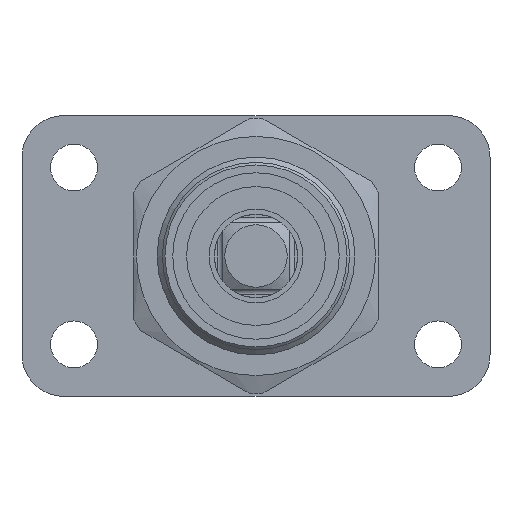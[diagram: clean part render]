
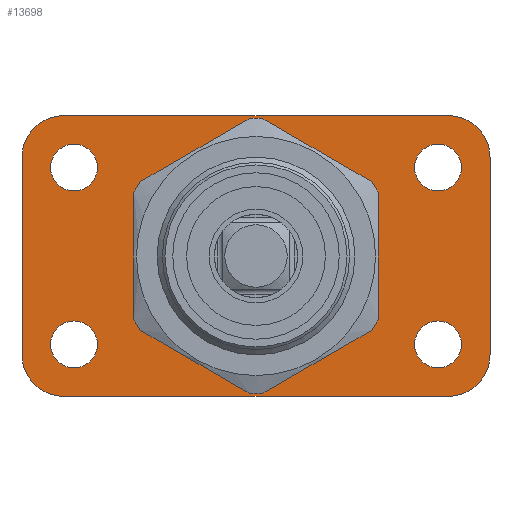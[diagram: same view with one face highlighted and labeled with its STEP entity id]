
A CAD part, front view. The second image highlights one B-rep face of the part: STEP entity #13698.
In plain terms, the highlighted planar face has unit normal (0, -1, 0).
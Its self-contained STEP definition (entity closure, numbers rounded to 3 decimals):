
#277=FACE_BOUND('',#4476,.T.);
#278=FACE_BOUND('',#4477,.T.);
#279=FACE_BOUND('',#4478,.T.);
#280=FACE_BOUND('',#4479,.T.);
#281=FACE_BOUND('',#4480,.T.);
#1474=LINE('',#24777,#2206);
#1479=LINE('',#24790,#2211);
#1483=LINE('',#24802,#2215);
#1487=LINE('',#24814,#2219);
#2206=VECTOR('',#19456,10.);
#2211=VECTOR('',#19469,10.);
#2215=VECTOR('',#19481,10.);
#2219=VECTOR('',#19493,10.);
#2681=PLANE('',#15438);
#3457=FACE_OUTER_BOUND('',#4475,.T.);
#4475=EDGE_LOOP('',(#11640,#11641,#11642,#11643,#11644,#11645,#11646,#11647));
#4476=EDGE_LOOP('',(#11648));
#4477=EDGE_LOOP('',(#11649));
#4478=EDGE_LOOP('',(#11650));
#4479=EDGE_LOOP('',(#11651));
#4480=EDGE_LOOP('',(#11652));
#5423=CIRCLE('',#15349,23.);
#5437=CIRCLE('',#15413,8.);
#5439=CIRCLE('',#15417,8.);
#5441=CIRCLE('',#15421,8.);
#5443=CIRCLE('',#15425,8.);
#5444=CIRCLE('',#15427,4.5);
#5446=CIRCLE('',#15430,4.5);
#5448=CIRCLE('',#15433,4.5);
#5450=CIRCLE('',#15436,4.5);
#6589=VERTEX_POINT('',#24675);
#6597=VERTEX_POINT('',#24774);
#6598=VERTEX_POINT('',#24776);
#6600=VERTEX_POINT('',#24782);
#6602=VERTEX_POINT('',#24788);
#6604=VERTEX_POINT('',#24794);
#6606=VERTEX_POINT('',#24800);
#6608=VERTEX_POINT('',#24806);
#6610=VERTEX_POINT('',#24812);
#6611=VERTEX_POINT('',#24819);
#6613=VERTEX_POINT('',#24824);
#6615=VERTEX_POINT('',#24829);
#6617=VERTEX_POINT('',#24834);
#8306=EDGE_CURVE('',#6589,#6589,#5423,.T.);
#8342=EDGE_CURVE('',#6598,#6597,#1474,.T.);
#8346=EDGE_CURVE('',#6597,#6600,#5437,.T.);
#8349=EDGE_CURVE('',#6600,#6602,#1479,.T.);
#8352=EDGE_CURVE('',#6602,#6604,#5439,.T.);
#8355=EDGE_CURVE('',#6604,#6606,#1483,.T.);
#8358=EDGE_CURVE('',#6606,#6608,#5441,.T.);
#8361=EDGE_CURVE('',#6608,#6610,#1487,.T.);
#8363=EDGE_CURVE('',#6610,#6598,#5443,.T.);
#8364=EDGE_CURVE('',#6611,#6611,#5444,.T.);
#8366=EDGE_CURVE('',#6613,#6613,#5446,.T.);
#8368=EDGE_CURVE('',#6615,#6615,#5448,.T.);
#8370=EDGE_CURVE('',#6617,#6617,#5450,.T.);
#11640=ORIENTED_EDGE('',*,*,#8342,.T.);
#11641=ORIENTED_EDGE('',*,*,#8346,.T.);
#11642=ORIENTED_EDGE('',*,*,#8349,.T.);
#11643=ORIENTED_EDGE('',*,*,#8352,.T.);
#11644=ORIENTED_EDGE('',*,*,#8355,.T.);
#11645=ORIENTED_EDGE('',*,*,#8358,.T.);
#11646=ORIENTED_EDGE('',*,*,#8361,.T.);
#11647=ORIENTED_EDGE('',*,*,#8363,.T.);
#11648=ORIENTED_EDGE('',*,*,#8364,.T.);
#11649=ORIENTED_EDGE('',*,*,#8366,.T.);
#11650=ORIENTED_EDGE('',*,*,#8368,.T.);
#11651=ORIENTED_EDGE('',*,*,#8370,.T.);
#11652=ORIENTED_EDGE('',*,*,#8306,.T.);
#13698=ADVANCED_FACE('',(#3457,#277,#278,#279,#280,#281),#2681,.T.);
#15349=AXIS2_PLACEMENT_3D('',#24676,#19320,#19321);
#15413=AXIS2_PLACEMENT_3D('',#24784,#19463,#19464);
#15417=AXIS2_PLACEMENT_3D('',#24796,#19475,#19476);
#15421=AXIS2_PLACEMENT_3D('',#24808,#19487,#19488);
#15425=AXIS2_PLACEMENT_3D('',#24817,#19498,#19499);
#15427=AXIS2_PLACEMENT_3D('',#24820,#19502,#19503);
#15430=AXIS2_PLACEMENT_3D('',#24825,#19508,#19509);
#15433=AXIS2_PLACEMENT_3D('',#24830,#19514,#19515);
#15436=AXIS2_PLACEMENT_3D('',#24835,#19520,#19521);
#15438=AXIS2_PLACEMENT_3D('',#24838,#19524,#19525);
#19320=DIRECTION('center_axis',(0.,1.,0.));
#19321=DIRECTION('ref_axis',(1.,0.,0.));
#19456=DIRECTION('',(-1.,0.,0.));
#19463=DIRECTION('center_axis',(0.,-1.,0.));
#19464=DIRECTION('ref_axis',(0.,0.,
-1.));
#19469=DIRECTION('',(0.,0.,-1.));
#19475=DIRECTION('center_axis',(0.,-1.,0.));
#19476=DIRECTION('ref_axis',(1.,0.,0.));
#19481=DIRECTION('',(1.,0.,0.));
#19487=DIRECTION('center_axis',(0.,-1.,0.));
#19488=DIRECTION('ref_axis',(0.,0.,
1.));
#19493=DIRECTION('',(0.,0.,1.));
#19498=DIRECTION('center_axis',(0.,-1.,0.));
#19499=DIRECTION('ref_axis',(-1.,0.,0.));
#19502=DIRECTION('center_axis',(0.,1.,0.));
#19503=DIRECTION('ref_axis',(-1.,0.,0.));
#19508=DIRECTION('center_axis',(0.,1.,0.));
#19509=DIRECTION('ref_axis',(-1.,0.,0.));
#19514=DIRECTION('center_axis',(0.,1.,0.));
#19515=DIRECTION('ref_axis',(-1.,0.,0.));
#19520=DIRECTION('center_axis',(0.,1.,0.));
#19521=DIRECTION('ref_axis',(-1.,0.,0.));
#19524=DIRECTION('center_axis',(0.,-1.,0.));
#19525=DIRECTION('ref_axis',(0.,0.,-1.));
#24675=CARTESIAN_POINT('',(-23.,0.,0.));
#24676=CARTESIAN_POINT('Origin',(0.,0.,
0.));
#24774=CARTESIAN_POINT('',(-37.,0.,27.));
#24776=CARTESIAN_POINT('',(37.,0.,27.));
#24777=CARTESIAN_POINT('',(-37.,0.,27.));
#24782=CARTESIAN_POINT('',(-45.,0.,19.));
#24784=CARTESIAN_POINT('Origin',(-37.,0.,19.));
#24788=CARTESIAN_POINT('',(-45.,0.,-19.));
#24790=CARTESIAN_POINT('',(-45.,0.,-19.));
#24794=CARTESIAN_POINT('',(-37.,0.,-27.));
#24796=CARTESIAN_POINT('Origin',(-37.,0.,-19.));
#24800=CARTESIAN_POINT('',(37.,0.,-27.));
#24802=CARTESIAN_POINT('',(37.,0.,-27.));
#24806=CARTESIAN_POINT('',(45.,0.,-19.));
#24808=CARTESIAN_POINT('Origin',(37.,0.,-19.));
#24812=CARTESIAN_POINT('',(45.,0.,19.));
#24814=CARTESIAN_POINT('',(45.,0.,19.));
#24817=CARTESIAN_POINT('Origin',(37.,0.,19.));
#24819=CARTESIAN_POINT('',(-30.5,0.,17.));
#24820=CARTESIAN_POINT('Origin',(-35.,0.,17.));
#24824=CARTESIAN_POINT('',(39.5,0.,17.));
#24825=CARTESIAN_POINT('Origin',(35.,0.,17.));
#24829=CARTESIAN_POINT('',(39.5,0.,-17.));
#24830=CARTESIAN_POINT('Origin',(35.,0.,-17.));
#24834=CARTESIAN_POINT('',(-30.5,0.,-17.));
#24835=CARTESIAN_POINT('Origin',(-35.,0.,-17.));
#24838=CARTESIAN_POINT('Origin',(0.,0.,0.));
